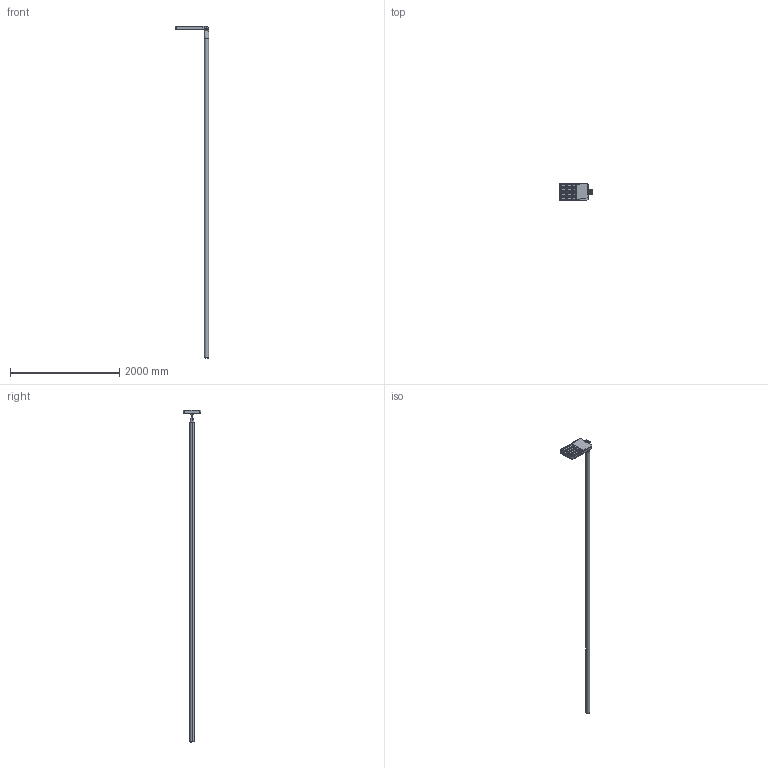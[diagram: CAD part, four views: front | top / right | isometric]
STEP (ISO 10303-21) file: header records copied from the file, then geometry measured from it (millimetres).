
FILE_DESCRIPTION(/* description */ (''),/* implementation_level */ '2;1');
FILE_NAME(/* name */ 'T418300_SOSTITUTO PALO',/* time_stamp */ '2018-01-30T10:29:05+01:00',/* author */ (''),/* organization */ (''),/* preprocessor_version */ 'ST-DEVELOPER v15',/* originating_system */ '',/* authorisation */ '');
FILE_SCHEMA (('CONFIG_CONTROL_DESIGN'));
Products named in the file (1): Document
Bounding box: 607.82 x 319.99 x 6080.54 mm (x, y, z)
Volume: 27041124.3 mm3; surface area: 2304836.3 mm2
Topology: 53 solids, 65 shells, 6413 faces, 15755 edges, 9041 vertices
Faces by surface type: bspline 5079, plane 1334
Entity records: 248761 total; most frequent: CARTESIAN_POINT 162365, ORIENTED_EDGE 30545, EDGE_CURVE 15445, VERTEX_POINT 9036, B_SPLINE_CURVE_WITH_KNOTS 7242, EDGE_LOOP 6733, ADVANCED_FACE 6413, FACE_OUTER_BOUND 6413
